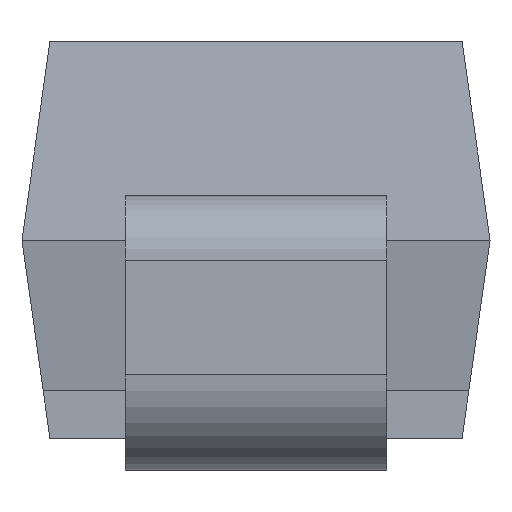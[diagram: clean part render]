
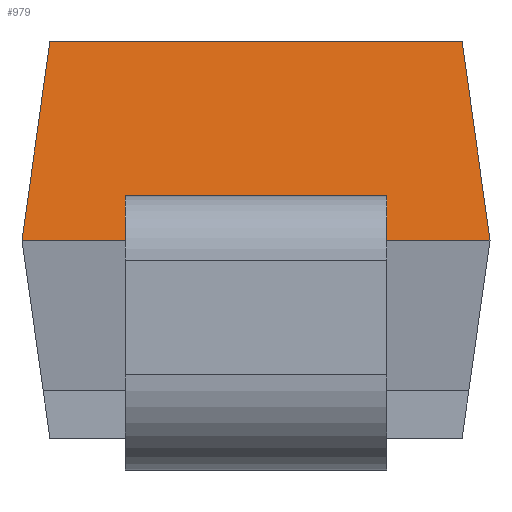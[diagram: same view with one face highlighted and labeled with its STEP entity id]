
A CAD part, left-side view. The second image highlights one B-rep face of the part: STEP entity #979.
In plain terms, the highlighted planar face has unit normal (-0.99, 0, 0.139).
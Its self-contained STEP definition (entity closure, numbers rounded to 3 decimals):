
#2 = DIRECTION ( 'NONE',  ( 0., -1., 0. ) ) ;
#5 = DIRECTION ( 'NONE',  ( 0., -1., 0. ) ) ;
#27 = DIRECTION ( 'NONE',  ( -0.99, 0., 0.139 ) ) ;
#81 = VERTEX_POINT ( 'NONE', #123 ) ;
#105 = ORIENTED_EDGE ( 'NONE', *, *, #1918, .F. ) ;
#123 = CARTESIAN_POINT ( 'NONE',  ( -2.199, -1.299, 2.7 ) ) ;
#131 = VECTOR ( 'NONE', #1340, 1000. ) ;
#147 = CARTESIAN_POINT ( 'NONE',  ( -2.375, -0.825, 1.45 ) ) ;
#164 = ORIENTED_EDGE ( 'NONE', *, *, #1317, .T. ) ;
#167 = VECTOR ( 'NONE', #2, 1000. ) ;
#186 = CARTESIAN_POINT ( 'NONE',  ( -2.199, 1.299, 2.7 ) ) ;
#190 = AXIS2_PLACEMENT_3D ( 'NONE', #1674, #27, #632 ) ;
#201 = DIRECTION ( 'NONE',  ( 0., -1., 0. ) ) ;
#235 = EDGE_LOOP ( 'NONE', ( #510, #305, #1882, #164, #1450, #105, #1187, #1798 ) ) ;
#288 = LINE ( 'NONE', #147, #131 ) ;
#305 = ORIENTED_EDGE ( 'NONE', *, *, #1464, .F. ) ;
#322 = LINE ( 'NONE', #623, #1270 ) ;
#350 = VERTEX_POINT ( 'NONE', #186 ) ;
#351 = EDGE_CURVE ( 'NONE', #350, #81, #627, .T. ) ;
#441 = EDGE_CURVE ( 'NONE', #350, #714, #1268, .T. ) ;
#508 = DIRECTION ( 'NONE',  ( 0., -1., 0. ) ) ;
#510 = ORIENTED_EDGE ( 'NONE', *, *, #741, .T. ) ;
#520 = VERTEX_POINT ( 'NONE', #1595 ) ;
#544 = CARTESIAN_POINT ( 'NONE',  ( -2.375, -1.475, 1.45 ) ) ;
#623 = CARTESIAN_POINT ( 'NONE',  ( -2.375, 1.475, 1.45 ) ) ;
#627 = LINE ( 'NONE', #800, #1011 ) ;
#632 = DIRECTION ( 'NONE',  ( 0.139, 0., 0.99 ) ) ;
#676 = CARTESIAN_POINT ( 'NONE',  ( -2.375, -1.475, 1.45 ) ) ;
#714 = VERTEX_POINT ( 'NONE', #1047 ) ;
#721 = CARTESIAN_POINT ( 'NONE',  ( -2.336, 0.825, 1.727 ) ) ;
#731 = LINE ( 'NONE', #721, #1701 ) ;
#741 = EDGE_CURVE ( 'NONE', #714, #520, #1647, .T. ) ;
#760 = VECTOR ( 'NONE', #1372, 1000. ) ;
#800 = CARTESIAN_POINT ( 'NONE',  ( -2.199, 1.475, 2.7 ) ) ;
#853 = LINE ( 'NONE', #676, #972 ) ;
#857 = CARTESIAN_POINT ( 'NONE',  ( -2.375, -0.825, 1.45 ) ) ;
#871 = VERTEX_POINT ( 'NONE', #544 ) ;
#963 = CARTESIAN_POINT ( 'NONE',  ( -2.336, -0.825, 1.727 ) ) ;
#968 = CARTESIAN_POINT ( 'NONE',  ( -2.375, 1.475, 1.45 ) ) ;
#972 = VECTOR ( 'NONE', #1869, 1000. ) ;
#979 = ADVANCED_FACE ( 'NONE', ( #1473 ), #1337, .T. ) ;
#1011 = VECTOR ( 'NONE', #508, 1000. ) ;
#1047 = CARTESIAN_POINT ( 'NONE',  ( -2.375, 1.475, 1.45 ) ) ;
#1063 = VECTOR ( 'NONE', #1553, 1000. ) ;
#1069 = VERTEX_POINT ( 'NONE', #1861 ) ;
#1187 = ORIENTED_EDGE ( 'NONE', *, *, #351, .F. ) ;
#1223 = VERTEX_POINT ( 'NONE', #857 ) ;
#1268 = LINE ( 'NONE', #968, #1063 ) ;
#1270 = VECTOR ( 'NONE', #201, 1000. ) ;
#1317 = EDGE_CURVE ( 'NONE', #1812, #1223, #288, .T. ) ;
#1337 = PLANE ( 'NONE',  #190 ) ;
#1340 = DIRECTION ( 'NONE',  ( -0.139, 0., -0.99 ) ) ;
#1367 = EDGE_CURVE ( 'NONE', #1069, #1812, #731, .T. ) ;
#1372 = DIRECTION ( 'NONE',  ( -0.139, 0., -0.99 ) ) ;
#1429 = CARTESIAN_POINT ( 'NONE',  ( -2.375, 0.825, 1.45 ) ) ;
#1450 = ORIENTED_EDGE ( 'NONE', *, *, #1837, .T. ) ;
#1464 = EDGE_CURVE ( 'NONE', #1069, #520, #1824, .T. ) ;
#1473 = FACE_OUTER_BOUND ( 'NONE', #235, .T. ) ;
#1553 = DIRECTION ( 'NONE',  ( -0.138, 0.138, -0.981 ) ) ;
#1595 = CARTESIAN_POINT ( 'NONE',  ( -2.375, 0.825, 1.45 ) ) ;
#1628 = CARTESIAN_POINT ( 'NONE',  ( -2.375, 1.475, 1.45 ) ) ;
#1647 = LINE ( 'NONE', #1628, #167 ) ;
#1674 = CARTESIAN_POINT ( 'NONE',  ( -2.375, 1.475, 1.45 ) ) ;
#1701 = VECTOR ( 'NONE', #5, 1000. ) ;
#1798 = ORIENTED_EDGE ( 'NONE', *, *, #441, .T. ) ;
#1812 = VERTEX_POINT ( 'NONE', #963 ) ;
#1824 = LINE ( 'NONE', #1429, #760 ) ;
#1837 = EDGE_CURVE ( 'NONE', #1223, #871, #322, .T. ) ;
#1861 = CARTESIAN_POINT ( 'NONE',  ( -2.336, 0.825, 1.727 ) ) ;
#1869 = DIRECTION ( 'NONE',  ( -0.138, -0.138, -0.981 ) ) ;
#1882 = ORIENTED_EDGE ( 'NONE', *, *, #1367, .T. ) ;
#1918 = EDGE_CURVE ( 'NONE', #81, #871, #853, .T. ) ;
